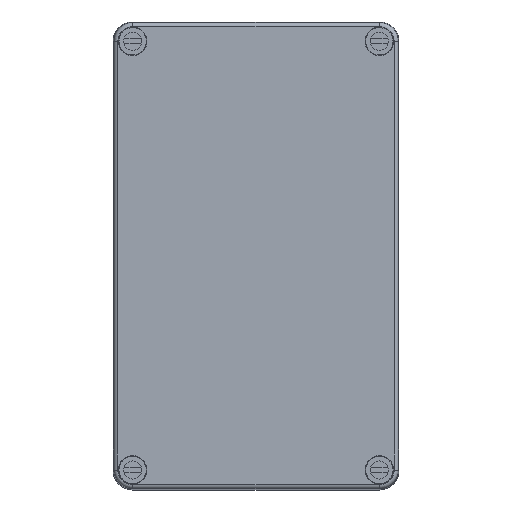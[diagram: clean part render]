
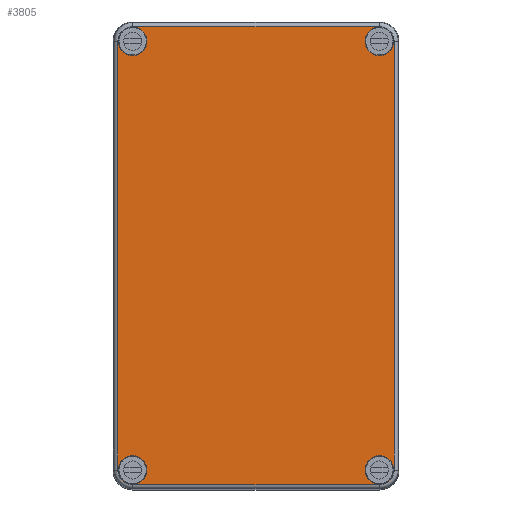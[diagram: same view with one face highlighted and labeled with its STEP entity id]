
A CAD part, top view. The second image highlights one B-rep face of the part: STEP entity #3805.
In plain terms, the highlighted planar face has unit normal (0, 0, 1).
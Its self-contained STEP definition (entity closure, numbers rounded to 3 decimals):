
#77 = CIRCLE ( 'NONE', #8120, 5.5 ) ;
#87 = VERTEX_POINT ( 'NONE', #8712 ) ;
#1036 = CARTESIAN_POINT ( 'NONE',  ( -47.5, 88.173, 39. ) ) ;
#1129 = VERTEX_POINT ( 'NONE', #14742 ) ;
#1161 = CARTESIAN_POINT ( 'NONE',  ( 47.5, 82.5, 39. ) ) ;
#1186 = CARTESIAN_POINT ( 'NONE',  ( -47.5, 82.5, 39. ) ) ;
#1234 = DIRECTION ( 'NONE',  ( 0., -1., 0. ) ) ;
#1280 = EDGE_LOOP ( 'NONE', ( #12771, #17154 ) ) ;
#1494 = CIRCLE ( 'NONE', #7318, 5.5 ) ;
#1657 = VERTEX_POINT ( 'NONE', #1036 ) ;
#1684 = CARTESIAN_POINT ( 'NONE',  ( -47.5, -82.5, 39. ) ) ;
#1685 = DIRECTION ( 'NONE',  ( 1., 0., 0. ) ) ;
#1753 = EDGE_LOOP ( 'NONE', ( #4348, #9362, #11158, #2215, #10696, #19481, #8581, #7312 ) ) ;
#1806 = AXIS2_PLACEMENT_3D ( 'NONE', #10217, #22207, #11947 ) ;
#2201 = FACE_BOUND ( 'NONE', #14614, .T. ) ;
#2215 = ORIENTED_EDGE ( 'NONE', *, *, #8379, .T. ) ;
#2415 = CARTESIAN_POINT ( 'NONE',  ( -53.173, 82.5, 39. ) ) ;
#2473 = VECTOR ( 'NONE', #1234, 1000. ) ;
#2737 = FACE_BOUND ( 'NONE', #15052, .T. ) ;
#2878 = DIRECTION ( 'NONE',  ( -1., 0., 0. ) ) ;
#2898 = DIRECTION ( 'NONE',  ( -1., 0., 0. ) ) ;
#2956 = CARTESIAN_POINT ( 'NONE',  ( -53.173, 82.5, 39. ) ) ;
#3058 = CARTESIAN_POINT ( 'NONE',  ( -42., -82.5, 39. ) ) ;
#3128 = EDGE_CURVE ( 'NONE', #1657, #17580, #22024, .T. ) ;
#3252 = DIRECTION ( 'NONE',  ( 0., 0., -1. ) ) ;
#3403 = DIRECTION ( 'NONE',  ( -1., 0., 0. ) ) ;
#3607 = LINE ( 'NONE', #15594, #21296 ) ;
#3613 = AXIS2_PLACEMENT_3D ( 'NONE', #2415, #14379, #4147 ) ;
#3805 = ADVANCED_FACE ( 'NONE', ( #2737, #15846, #6745, #2201, #19903 ), #9233, .F. ) ;
#4147 = DIRECTION ( 'NONE',  ( -1., 0., 0. ) ) ;
#4348 = ORIENTED_EDGE ( 'NONE', *, *, #9426, .T. ) ;
#4554 = EDGE_LOOP ( 'NONE', ( #20948, #10521 ) ) ;
#4847 = CIRCLE ( 'NONE', #7687, 5.673 ) ;
#4877 = AXIS2_PLACEMENT_3D ( 'NONE', #22190, #11930, #1685 ) ;
#5039 = VERTEX_POINT ( 'NONE', #12792 ) ;
#5170 = CIRCLE ( 'NONE', #20481, 5.673 ) ;
#5572 = EDGE_CURVE ( 'NONE', #14180, #87, #8809, .T. ) ;
#5596 = CARTESIAN_POINT ( 'NONE',  ( -47.5, 82.5, 39. ) ) ;
#5671 = AXIS2_PLACEMENT_3D ( 'NONE', #17850, #7583, #19592 ) ;
#5738 = CIRCLE ( 'NONE', #19037, 5.5 ) ;
#6330 = EDGE_CURVE ( 'NONE', #7213, #19855, #7135, .T. ) ;
#6362 = ORIENTED_EDGE ( 'NONE', *, *, #21888, .T. ) ;
#6497 = LINE ( 'NONE', #2956, #2473 ) ;
#6745 = FACE_OUTER_BOUND ( 'NONE', #1753, .T. ) ;
#7135 = LINE ( 'NONE', #21955, #12235 ) ;
#7213 = VERTEX_POINT ( 'NONE', #17557 ) ;
#7311 = DIRECTION ( 'NONE',  ( -1., 0., 0. ) ) ;
#7312 = ORIENTED_EDGE ( 'NONE', *, *, #6330, .F. ) ;
#7318 = AXIS2_PLACEMENT_3D ( 'NONE', #5596, #17570, #7311 ) ;
#7583 = DIRECTION ( 'NONE',  ( 0., 0., -1. ) ) ;
#7687 = AXIS2_PLACEMENT_3D ( 'NONE', #20504, #10231, #22217 ) ;
#7727 = CARTESIAN_POINT ( 'NONE',  ( 53.173, 82.5, 39. ) ) ;
#8120 = AXIS2_PLACEMENT_3D ( 'NONE', #1186, #13161, #2898 ) ;
#8272 = EDGE_CURVE ( 'NONE', #18234, #9965, #19431, .T. ) ;
#8309 = CARTESIAN_POINT ( 'NONE',  ( 47.5, 82.5, 39. ) ) ;
#8379 = EDGE_CURVE ( 'NONE', #10489, #1657, #3607, .T. ) ;
#8434 = ORIENTED_EDGE ( 'NONE', *, *, #5572, .T. ) ;
#8581 = ORIENTED_EDGE ( 'NONE', *, *, #14187, .F. ) ;
#8605 = ORIENTED_EDGE ( 'NONE', *, *, #9290, .T. ) ;
#8712 = CARTESIAN_POINT ( 'NONE',  ( 42., -82.5, 39. ) ) ;
#8809 = CIRCLE ( 'NONE', #21843, 5.5 ) ;
#9127 = CARTESIAN_POINT ( 'NONE',  ( 47.5, -82.5, 39. ) ) ;
#9233 = PLANE ( 'NONE',  #3613 ) ;
#9262 = CARTESIAN_POINT ( 'NONE',  ( 47.5, -82.5, 39. ) ) ;
#9290 = EDGE_CURVE ( 'NONE', #13330, #16643, #77, .T. ) ;
#9362 = ORIENTED_EDGE ( 'NONE', *, *, #18039, .F. ) ;
#9426 = EDGE_CURVE ( 'NONE', #7213, #1129, #4847, .T. ) ;
#9822 = DIRECTION ( 'NONE',  ( 0., -1., 0. ) ) ;
#9965 = VERTEX_POINT ( 'NONE', #18999 ) ;
#10045 = DIRECTION ( 'NONE',  ( -1., 0., 0. ) ) ;
#10217 = CARTESIAN_POINT ( 'NONE',  ( 47.5, 82.5, 39. ) ) ;
#10231 = DIRECTION ( 'NONE',  ( 0., 0., 1. ) ) ;
#10462 = CARTESIAN_POINT ( 'NONE',  ( -53., 82.5, 39. ) ) ;
#10489 = VERTEX_POINT ( 'NONE', #19222 ) ;
#10521 = ORIENTED_EDGE ( 'NONE', *, *, #8272, .T. ) ;
#10696 = ORIENTED_EDGE ( 'NONE', *, *, #3128, .T. ) ;
#10837 = DIRECTION ( 'NONE',  ( -1., 0., 0. ) ) ;
#10959 = DIRECTION ( 'NONE',  ( -1., 0., 0. ) ) ;
#10973 = AXIS2_PLACEMENT_3D ( 'NONE', #13502, #3252, #15202 ) ;
#11158 = ORIENTED_EDGE ( 'NONE', *, *, #14746, .F. ) ;
#11327 = VERTEX_POINT ( 'NONE', #16354 ) ;
#11405 = LINE ( 'NONE', #20083, #20535 ) ;
#11455 = CARTESIAN_POINT ( 'NONE',  ( -47.5, -88.173, 39. ) ) ;
#11694 = DIRECTION ( 'NONE',  ( -1., 0., 0. ) ) ;
#11896 = CARTESIAN_POINT ( 'NONE',  ( 42., 82.5, 39. ) ) ;
#11930 = DIRECTION ( 'NONE',  ( 0., 0., 1. ) ) ;
#11947 = DIRECTION ( 'NONE',  ( -1., 0., 0. ) ) ;
#12235 = VECTOR ( 'NONE', #11694, 1000. ) ;
#12771 = ORIENTED_EDGE ( 'NONE', *, *, #14225, .T. ) ;
#12792 = CARTESIAN_POINT ( 'NONE',  ( -53., -82.5, 39. ) ) ;
#13137 = DIRECTION ( 'NONE',  ( 0., 0., -1. ) ) ;
#13161 = DIRECTION ( 'NONE',  ( 0., 0., -1. ) ) ;
#13330 = VERTEX_POINT ( 'NONE', #22059 ) ;
#13502 = CARTESIAN_POINT ( 'NONE',  ( -47.5, -82.5, 39. ) ) ;
#13647 = DIRECTION ( 'NONE',  ( 0., 0., -1. ) ) ;
#13674 = EDGE_CURVE ( 'NONE', #9965, #18234, #20518, .T. ) ;
#13957 = EDGE_CURVE ( 'NONE', #5039, #15361, #15661, .T. ) ;
#14180 = VERTEX_POINT ( 'NONE', #15131 ) ;
#14187 = EDGE_CURVE ( 'NONE', #19855, #11327, #19428, .T. ) ;
#14225 = EDGE_CURVE ( 'NONE', #15361, #5039, #5738, .T. ) ;
#14379 = DIRECTION ( 'NONE',  ( 0., 0., -1. ) ) ;
#14614 = EDGE_LOOP ( 'NONE', ( #8605, #19433 ) ) ;
#14742 = CARTESIAN_POINT ( 'NONE',  ( 53.173, -82.5, 39. ) ) ;
#14746 = EDGE_CURVE ( 'NONE', #10489, #19131, #5170, .T. ) ;
#14900 = CARTESIAN_POINT ( 'NONE',  ( -53.173, 82.5, 39. ) ) ;
#15052 = EDGE_LOOP ( 'NONE', ( #8434, #6362 ) ) ;
#15131 = CARTESIAN_POINT ( 'NONE',  ( 53., -82.5, 39. ) ) ;
#15202 = DIRECTION ( 'NONE',  ( -1., 0., 0. ) ) ;
#15361 = VERTEX_POINT ( 'NONE', #3058 ) ;
#15594 = CARTESIAN_POINT ( 'NONE',  ( 47.5, 88.173, 39. ) ) ;
#15661 = CIRCLE ( 'NONE', #5671, 5.5 ) ;
#15846 = FACE_BOUND ( 'NONE', #4554, .T. ) ;
#16354 = CARTESIAN_POINT ( 'NONE',  ( -53.173, -82.5, 39. ) ) ;
#16643 = VERTEX_POINT ( 'NONE', #10462 ) ;
#17154 = ORIENTED_EDGE ( 'NONE', *, *, #13957, .T. ) ;
#17557 = CARTESIAN_POINT ( 'NONE',  ( 47.5, -88.173, 39. ) ) ;
#17570 = DIRECTION ( 'NONE',  ( 0., 0., -1. ) ) ;
#17580 = VERTEX_POINT ( 'NONE', #14900 ) ;
#17850 = CARTESIAN_POINT ( 'NONE',  ( -47.5, -82.5, 39. ) ) ;
#18039 = EDGE_CURVE ( 'NONE', #19131, #1129, #11405, .T. ) ;
#18234 = VERTEX_POINT ( 'NONE', #11896 ) ;
#18399 = EDGE_CURVE ( 'NONE', #16643, #13330, #1494, .T. ) ;
#18999 = CARTESIAN_POINT ( 'NONE',  ( 53., 82.5, 39. ) ) ;
#19037 = AXIS2_PLACEMENT_3D ( 'NONE', #1684, #13647, #3403 ) ;
#19068 = DIRECTION ( 'NONE',  ( -1., 0., 0. ) ) ;
#19131 = VERTEX_POINT ( 'NONE', #7727 ) ;
#19222 = CARTESIAN_POINT ( 'NONE',  ( 47.5, 88.173, 39. ) ) ;
#19428 = CIRCLE ( 'NONE', #10973, 5.673 ) ;
#19431 = CIRCLE ( 'NONE', #1806, 5.5 ) ;
#19433 = ORIENTED_EDGE ( 'NONE', *, *, #18399, .T. ) ;
#19481 = ORIENTED_EDGE ( 'NONE', *, *, #20930, .T. ) ;
#19592 = DIRECTION ( 'NONE',  ( -1., 0., 0. ) ) ;
#19597 = CIRCLE ( 'NONE', #19748, 5.5 ) ;
#19748 = AXIS2_PLACEMENT_3D ( 'NONE', #9127, #21118, #10837 ) ;
#19855 = VERTEX_POINT ( 'NONE', #11455 ) ;
#19903 = FACE_BOUND ( 'NONE', #1280, .T. ) ;
#20083 = CARTESIAN_POINT ( 'NONE',  ( 53.173, 82.5, 39. ) ) ;
#20317 = DIRECTION ( 'NONE',  ( 0., 0., -1. ) ) ;
#20481 = AXIS2_PLACEMENT_3D ( 'NONE', #8309, #20317, #10045 ) ;
#20504 = CARTESIAN_POINT ( 'NONE',  ( 47.5, -82.5, 39. ) ) ;
#20518 = CIRCLE ( 'NONE', #21465, 5.5 ) ;
#20535 = VECTOR ( 'NONE', #9822, 1000. ) ;
#20930 = EDGE_CURVE ( 'NONE', #17580, #11327, #6497, .T. ) ;
#20948 = ORIENTED_EDGE ( 'NONE', *, *, #13674, .T. ) ;
#21118 = DIRECTION ( 'NONE',  ( 0., 0., -1. ) ) ;
#21244 = DIRECTION ( 'NONE',  ( 0., 0., -1. ) ) ;
#21296 = VECTOR ( 'NONE', #19068, 1000. ) ;
#21465 = AXIS2_PLACEMENT_3D ( 'NONE', #1161, #13137, #2878 ) ;
#21843 = AXIS2_PLACEMENT_3D ( 'NONE', #9262, #21244, #10959 ) ;
#21888 = EDGE_CURVE ( 'NONE', #87, #14180, #19597, .T. ) ;
#21955 = CARTESIAN_POINT ( 'NONE',  ( 47.5, -88.173, 39. ) ) ;
#22024 = CIRCLE ( 'NONE', #4877, 5.673 ) ;
#22059 = CARTESIAN_POINT ( 'NONE',  ( -42., 82.5, 39. ) ) ;
#22190 = CARTESIAN_POINT ( 'NONE',  ( -47.5, 82.5, 39. ) ) ;
#22207 = DIRECTION ( 'NONE',  ( 0., 0., -1. ) ) ;
#22217 = DIRECTION ( 'NONE',  ( 1., 0., 0. ) ) ;
